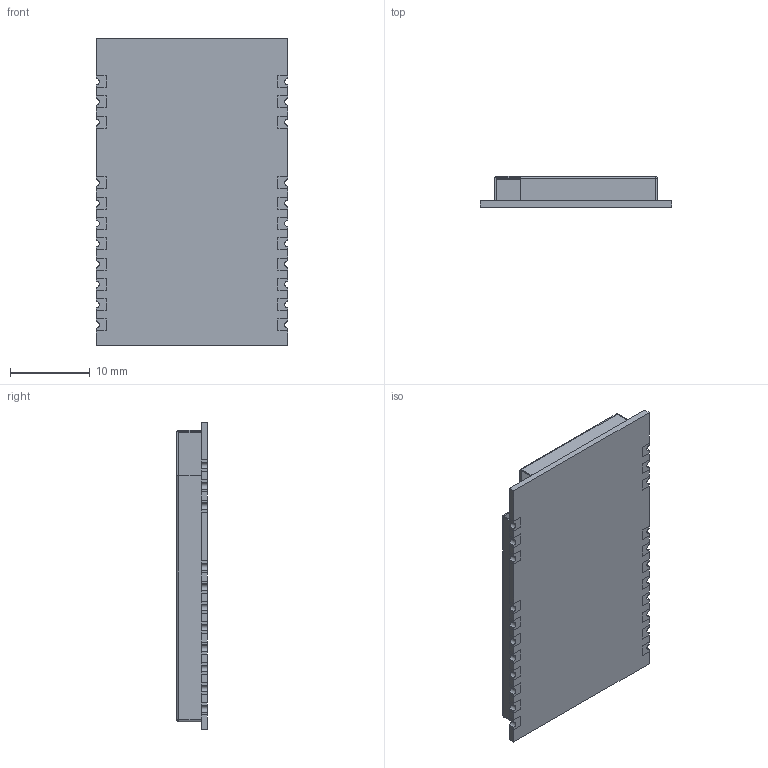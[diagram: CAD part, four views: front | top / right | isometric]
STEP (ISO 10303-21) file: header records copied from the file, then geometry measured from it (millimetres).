
FILE_DESCRIPTION (( 'STEP AP214' ), '1' );
FILE_NAME ('Ebyte E220-900M30S.step', '2024-08-18T06:10:52+00:00', 'Stefan Hamminga', '', '', '', '');
FILE_SCHEMA (( 'AUTOMOTIVE_DESIGN' ));
Length unit declared in the file: millimetre
Products named in the file (1): Ebyte E220-900M30S
Bounding box: 24 x 3.87 x 38.5 mm (x, y, z)
Volume: 938 mm3; surface area: 4000.6 mm2
Topology: 2 solids, 2 shells, 172 faces, 495 edges, 322 vertices
Faces by surface type: plane 130, cylinder 36, sphere 6
Entity records: 5880 total; most frequent: CARTESIAN_POINT 984, ORIENTED_EDGE 978, DIRECTION 907, EDGE_CURVE 489, VECTOR 417, LINE 417, VERTEX_POINT 322, AXIS2_PLACEMENT_3D 245
